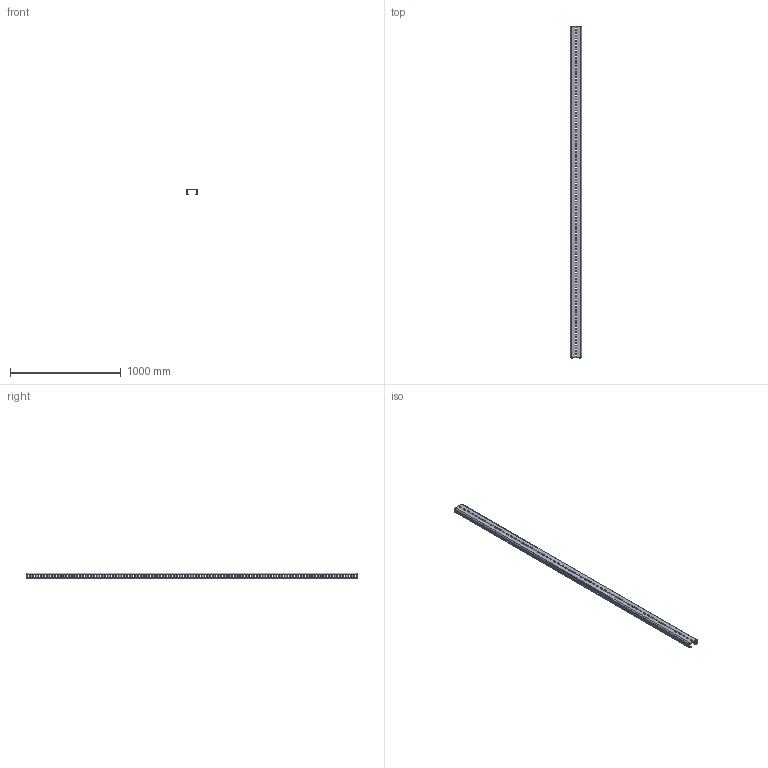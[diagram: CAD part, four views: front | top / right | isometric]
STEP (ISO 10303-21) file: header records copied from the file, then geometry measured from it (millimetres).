
FILE_DESCRIPTION((''),'2;1');
FILE_NAME('661530_PRT','2018-12-05T12:06:12',('tomasz.grudniewski'),(''),'CREO PARAMETRIC BY PTC INC, 2018260','CREO PARAMETRIC BY PTC INC, 2018260','');
FILE_SCHEMA(('CONFIG_CONTROL_DESIGN'));
Length unit declared in the file: millimetre
Products named in the file (1): 661530_PRT
Bounding box: 100 x 3000 x 50 mm (x, y, z)
Volume: 2788499.3 mm3; surface area: 1214827.6 mm2
Topology: 1 solids, 1 shells, 758 faces, 2236 edges, 1480 vertices
Faces by surface type: plane 390, cylinder 368
Entity records: 26178 total; most frequent: DIRECTION 4488, CARTESIAN_POINT 4474, ORIENTED_EDGE 4472, EDGE_CURVE 2236, VECTOR 1500, LINE 1500, AXIS2_PLACEMENT_3D 1494, VERTEX_POINT 1480
